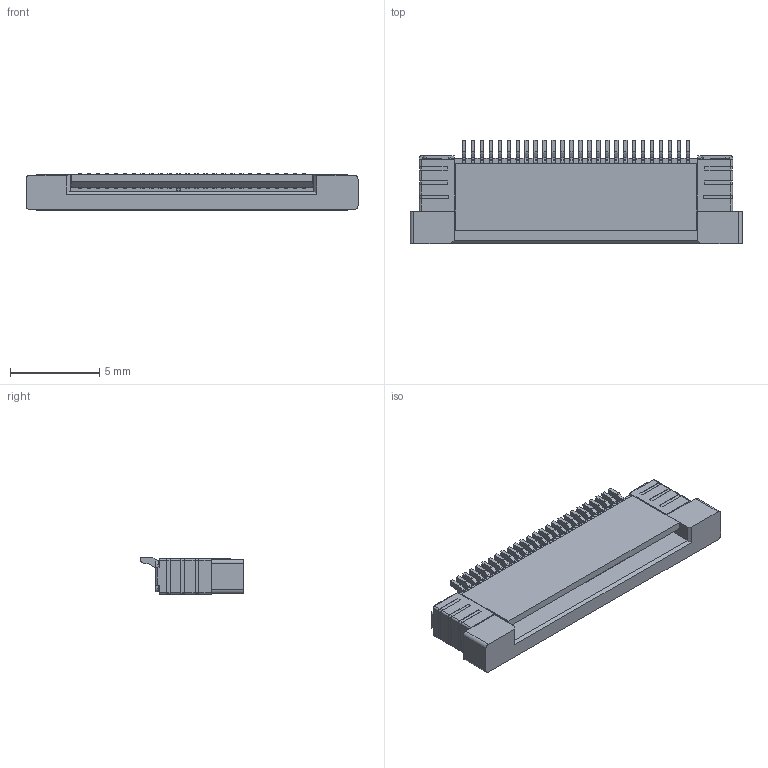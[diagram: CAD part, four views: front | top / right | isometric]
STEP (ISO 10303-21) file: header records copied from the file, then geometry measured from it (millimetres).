
FILE_DESCRIPTION((''),'2;1');
FILE_NAME('FFC05001-26SBB1X4W5M','2021-08-19T',('gongcheng6'),(''),'PRO/ENGINEER BY PARAMETRIC TECHNOLOGY CORPORATION, 2010280','PRO/ENGINEER BY PARAMETRIC TECHNOLOGY CORPORATION, 2010280','');
FILE_SCHEMA(('CONFIG_CONTROL_DESIGN'));
Length unit declared in the file: millimetre
Products named in the file (1): FFC05001-26SBB1X4W5M
Bounding box: 18.55 x 5.76 x 2.05 mm (x, y, z)
Volume: 138.3 mm3; surface area: 492.7 mm2
Topology: 1 solids, 4 shells, 968 faces, 2799 edges, 1859 vertices
Faces by surface type: plane 602, cylinder 366
Entity records: 31901 total; most frequent: CARTESIAN_POINT 5626, ORIENTED_EDGE 5598, DIRECTION 5473, EDGE_CURVE 2799, VECTOR 2061, LINE 2061, VERTEX_POINT 1859, AXIS2_PLACEMENT_3D 1706
